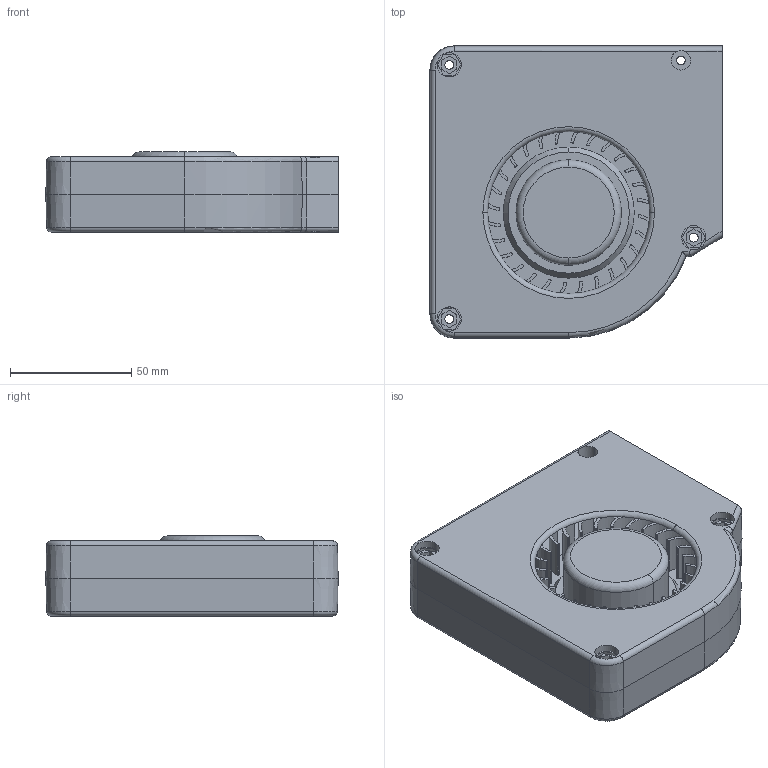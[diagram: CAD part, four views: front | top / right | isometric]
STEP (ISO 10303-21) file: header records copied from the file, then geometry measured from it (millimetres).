
FILE_DESCRIPTION(('FreeCAD Model'),'2;1');
FILE_NAME('ODB600PT.stp', '2020-02-07T08:40:06',('Author'),(''), 'Open CASCADE STEP processor 7.3','FreeCAD','Unknown');
FILE_SCHEMA(('AUTOMOTIVE_DESIGN { 1 0 10303 214 1 1 1 1 }'));
Length unit declared in the file: millimetre
Products named in the file (2): ODB600PT_Impeller; ODB600PT_Frame
Bounding box: 120.5 x 120.5 x 33 mm (x, y, z)
Volume: 163905.7 mm3; surface area: 92837.9 mm2
Topology: 2 solids, 2 shells, 442 faces, 1316 edges, 851 vertices
Faces by surface type: cylinder 275, plane 149, torus 10, cone 8
Entity records: 34252 total; most frequent: CARTESIAN_POINT 8378, DIRECTION 5053, LINE 2648, VECTOR 2648, ORIENTED_EDGE 2632, PCURVE 2632, DEFINITIONAL_REPRESENTATION 2632, EDGE_CURVE 1316
